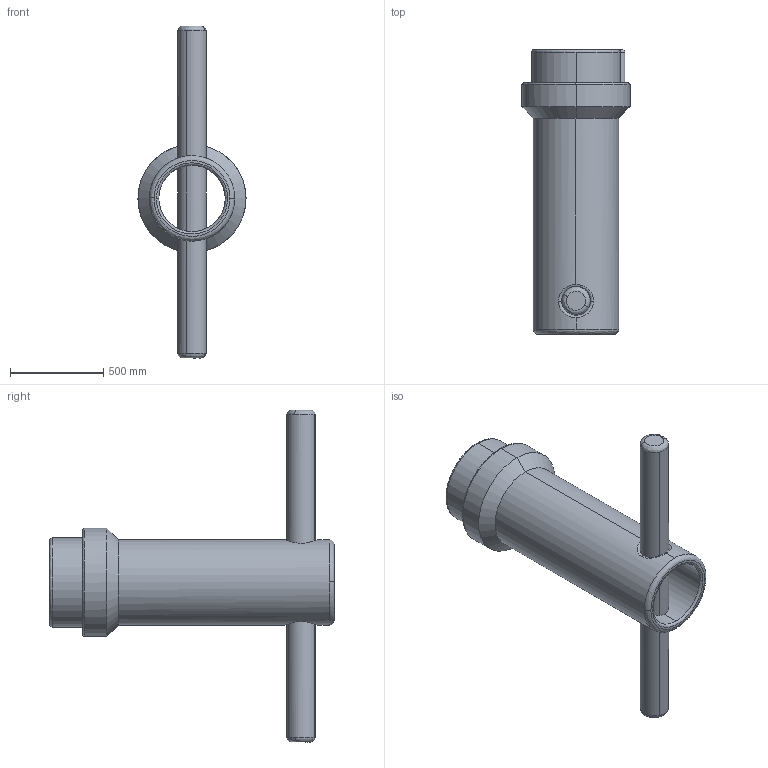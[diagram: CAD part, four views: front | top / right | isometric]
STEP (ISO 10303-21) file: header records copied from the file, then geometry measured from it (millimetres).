
FILE_DESCRIPTION (( 'STEP AP203' ), '1' );
FILE_NAME ('P413 M23-TOOL-2.STEP', '2020-04-25T02:32:35', ( 'edpusr' ), ( 'Microsoft' ), 'SwSTEP 2.0', 'SolidWorks 2015', '' );
FILE_SCHEMA (( 'CONFIG_CONTROL_DESIGN' ));
Length unit declared in the file: millimetre
Products named in the file (1): P413 M23-TOOL-2
Bounding box: 579.12 x 1524 x 1778 mm (x, y, z)
Volume: 147198671.6 mm3; surface area: 5034493.2 mm2
Topology: 2 solids, 2 shells, 45 faces, 134 edges, 88 vertices
Faces by surface type: bspline 20, cylinder 18, plane 5, cone 2
Entity records: 4351 total; most frequent: CARTESIAN_POINT 3212, ORIENTED_EDGE 264, DIRECTION 188, EDGE_CURVE 132, VERTEX_POINT 88, AXIS2_PLACEMENT_3D 82, CIRCLE 56, EDGE_LOOP 48
